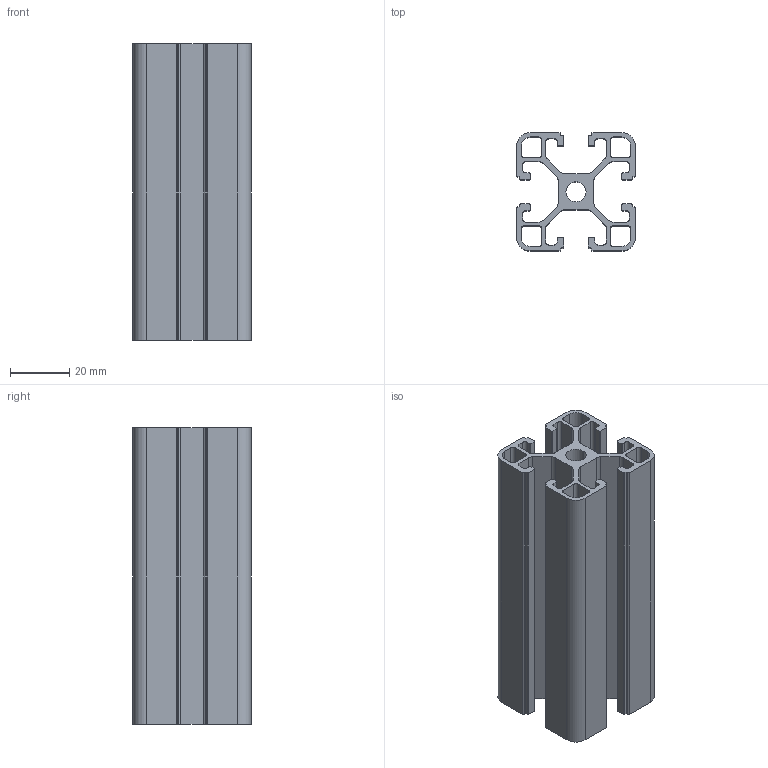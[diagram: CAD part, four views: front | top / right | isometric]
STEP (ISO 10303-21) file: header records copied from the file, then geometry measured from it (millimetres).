
FILE_DESCRIPTION (( 'STEP AP203' ), '1' );
FILE_NAME ('JL-8-4040EB.STEP', '2019-07-24T02:03:22', ( 'User' ), ( 'China' ), 'SwSTEP 2.0', 'SolidWorks 2015', '' );
FILE_SCHEMA (( 'CONFIG_CONTROL_DESIGN' ));
Length unit declared in the file: millimetre
Products named in the file (1): JL-8-4040EB
Bounding box: 40 x 40 x 100 mm (x, y, z)
Volume: 48434.5 mm3; surface area: 49549.8 mm2
Topology: 1 solids, 1 shells, 342 faces, 993 edges, 662 vertices
Faces by surface type: plane 220, cylinder 94, bspline 28
Entity records: 12234 total; most frequent: CARTESIAN_POINT 3106, ORIENTED_EDGE 1986, DIRECTION 1755, EDGE_CURVE 993, VECTOR 749, LINE 749, VERTEX_POINT 662, AXIS2_PLACEMENT_3D 503
